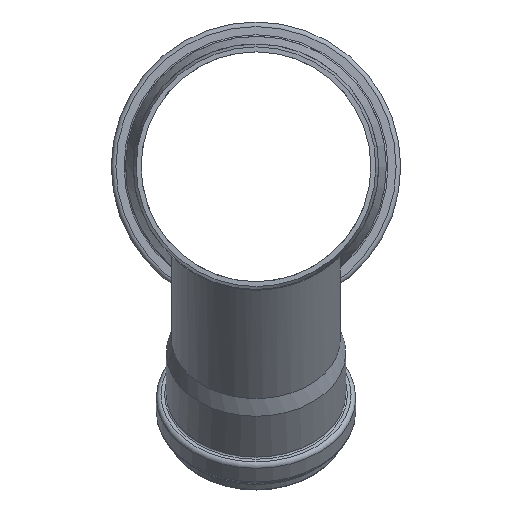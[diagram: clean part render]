
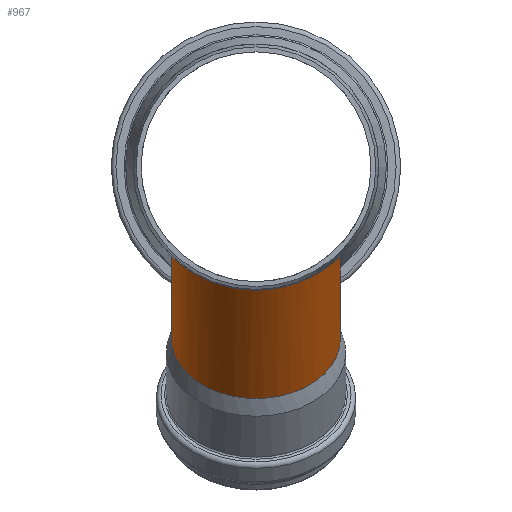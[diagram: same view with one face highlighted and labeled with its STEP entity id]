
A CAD part, front view. The second image highlights one B-rep face of the part: STEP entity #967.
In plain terms, the highlighted cylindrical face has radius 55.05 mm (diameter 110.1 mm), a partial arc.
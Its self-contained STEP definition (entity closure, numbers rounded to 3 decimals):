
#137=CIRCLE('',#1056,55.05);
#207=CYLINDRICAL_SURFACE('',#1055,55.05);
#232=FACE_OUTER_BOUND('',#315,.T.);
#315=EDGE_LOOP('',(#761,#762,#763,#764));
#473=B_SPLINE_CURVE_WITH_KNOTS('',3,(#2083,#2084,#2085,#2086,#2087,#2088,
#2089,#2090,#2091,#2092,#2093,#2094,#2095,#2096,#2097,#2098,#2099,#2100,
#2101,#2102,#2103,#2104,#2105,#2106,#2107,#2108),.UNSPECIFIED.,.F.,.F.,
(4,1,1,1,1,1,1,1,1,1,1,1,1,1,1,1,1,1,1,1,1,1,1,4),(0.266,1.604,
2.983,5.74,7.578,9.416,11.254,
12.173,13.092,14.93,16.768,18.606,
20.444,22.282,24.12,25.958,26.877,
27.796,29.174,30.553,33.31,36.067,
37.445,38.784),.UNSPECIFIED.);
#474=B_SPLINE_CURVE_WITH_KNOTS('',3,(#2138,#2139,#2140,#2141),
 .UNSPECIFIED.,.F.,.F.,(4,4),(0.,0.014),.UNSPECIFIED.);
#480=B_SPLINE_CURVE_WITH_KNOTS('',3,(#2198,#2199,#2200,#2201,#2202,#2203,
#2204),.UNSPECIFIED.,.F.,.F.,(4,3,4),(0.951,0.955,
0.967),.UNSPECIFIED.);
#521=VERTEX_POINT('',#1928);
#523=VERTEX_POINT('',#2068);
#524=VERTEX_POINT('',#2137);
#529=VERTEX_POINT('',#2197);
#628=EDGE_CURVE('',#523,#521,#473,.T.);
#629=EDGE_CURVE('',#524,#521,#474,.T.);
#635=EDGE_CURVE('',#523,#529,#480,.T.);
#636=EDGE_CURVE('',#529,#524,#137,.T.);
#761=ORIENTED_EDGE('',*,*,#628,.F.);
#762=ORIENTED_EDGE('',*,*,#635,.T.);
#763=ORIENTED_EDGE('',*,*,#636,.T.);
#764=ORIENTED_EDGE('',*,*,#629,.T.);
#967=ADVANCED_FACE('',(#232),#207,.T.);
#1055=AXIS2_PLACEMENT_3D('',#2196,#1223,#1224);
#1056=AXIS2_PLACEMENT_3D('',#2205,#1225,#1226);
#1223=DIRECTION('center_axis',(0.,-0.707,0.707));
#1224=DIRECTION('ref_axis',(0.,-0.707,-0.707));
#1225=DIRECTION('center_axis',(0.,-0.707,0.707));
#1226=DIRECTION('ref_axis',(1.,0.,0.));
#1928=CARTESIAN_POINT('',(26.073,146.527,-77.96));
#2068=CARTESIAN_POINT('',(-26.073,146.527,-77.96));
#2083=CARTESIAN_POINT('Ctrl Pts',(-26.073,146.527,-77.96));
#2084=CARTESIAN_POINT('Ctrl Pts',(-28.908,143.33,-76.919));
#2085=CARTESIAN_POINT('Ctrl Pts',(-34.011,136.295,-74.663));
#2086=CARTESIAN_POINT('Ctrl Pts',(-42.259,120.904,-69.988));
#2087=CARTESIAN_POINT('Ctrl Pts',(-48.703,102.853,-65.058));
#2088=CARTESIAN_POINT('Ctrl Pts',(-53.244,82.494,-60.835));
#2089=CARTESIAN_POINT('Ctrl Pts',(-55.316,64.525,-58.571));
#2090=CARTESIAN_POINT('Ctrl Pts',(-55.016,49.304,-58.679));
#2091=CARTESIAN_POINT('Ctrl Pts',(-52.771,37.597,-60.637));
#2092=CARTESIAN_POINT('Ctrl Pts',(-48.912,26.634,-63.848));
#2093=CARTESIAN_POINT('Ctrl Pts',(-40.669,15.321,-69.815));
#2094=CARTESIAN_POINT('Ctrl Pts',(-26.242,6.669,-76.676));
#2095=CARTESIAN_POINT('Ctrl Pts',(-9.069,2.46,-80.652));
#2096=CARTESIAN_POINT('Ctrl Pts',(9.069,2.461,-80.653));
#2097=CARTESIAN_POINT('Ctrl Pts',(26.242,6.669,-76.674));
#2098=CARTESIAN_POINT('Ctrl Pts',(40.67,15.32,-69.814));
#2099=CARTESIAN_POINT('Ctrl Pts',(48.912,26.633,-63.849));
#2100=CARTESIAN_POINT('Ctrl Pts',(52.771,37.598,-60.635));
#2101=CARTESIAN_POINT('Ctrl Pts',(54.736,47.836,-58.927));
#2102=CARTESIAN_POINT('Ctrl Pts',(55.306,59.952,-58.52));
#2103=CARTESIAN_POINT('Ctrl Pts',(54.068,78.062,-59.985));
#2104=CARTESIAN_POINT('Ctrl Pts',(49.681,100.078,-64.312));
#2105=CARTESIAN_POINT('Ctrl Pts',(42.264,120.903,-69.983));
#2106=CARTESIAN_POINT('Ctrl Pts',(34.009,136.296,-74.665));
#2107=CARTESIAN_POINT('Ctrl Pts',(28.908,143.33,-76.919));
#2108=CARTESIAN_POINT('Ctrl Pts',(26.073,146.527,-77.96));
#2137=CARTESIAN_POINT('',(26.19,146.498,-78.02));
#2138=CARTESIAN_POINT('Ctrl Pts',(26.19,146.498,-78.02));
#2139=CARTESIAN_POINT('Ctrl Pts',(26.15,146.513,-78.005));
#2140=CARTESIAN_POINT('Ctrl Pts',(26.111,146.523,-77.985));
#2141=CARTESIAN_POINT('Ctrl Pts',(26.073,146.527,-77.96));
#2196=CARTESIAN_POINT('Origin',(0.,48.936,-48.936));
#2197=CARTESIAN_POINT('',(-26.19,146.498,-78.02));
#2198=CARTESIAN_POINT('Ctrl Pts',(-26.073,146.527,-77.96));
#2199=CARTESIAN_POINT('Ctrl Pts',(-26.081,146.526,-77.966));
#2200=CARTESIAN_POINT('Ctrl Pts',(-26.09,146.525,-77.971));
#2201=CARTESIAN_POINT('Ctrl Pts',(-26.098,146.524,-77.976));
#2202=CARTESIAN_POINT('Ctrl Pts',(-26.128,146.519,-77.994));
#2203=CARTESIAN_POINT('Ctrl Pts',(-26.159,146.51,-78.009));
#2204=CARTESIAN_POINT('Ctrl Pts',(-26.19,146.498,-78.02));
#2205=CARTESIAN_POINT('Origin',(0.,112.259,-112.259));
